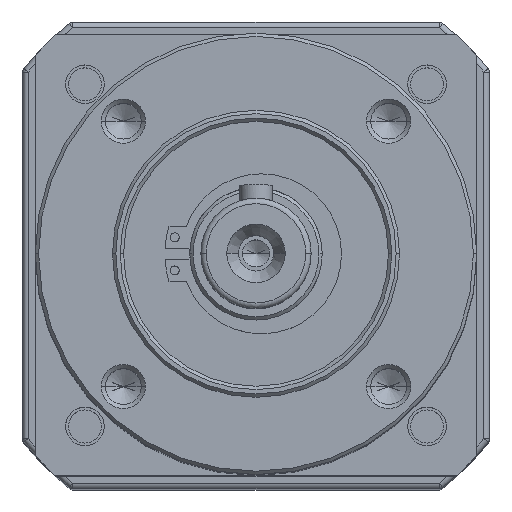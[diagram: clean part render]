
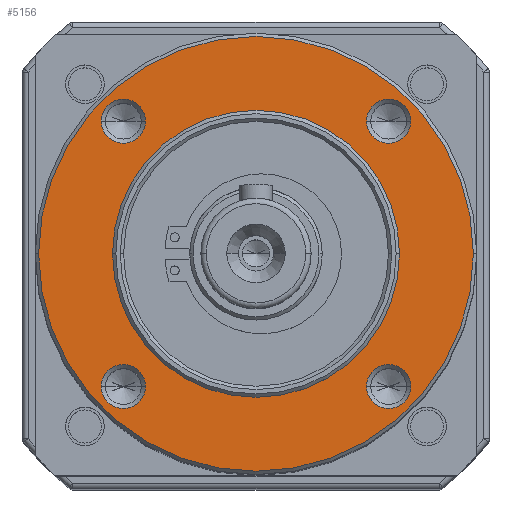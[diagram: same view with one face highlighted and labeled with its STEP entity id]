
A CAD part, top view. The second image highlights one B-rep face of the part: STEP entity #5156.
In plain terms, the highlighted planar face has unit normal (0, 0, 1).
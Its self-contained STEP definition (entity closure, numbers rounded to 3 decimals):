
#281 = CARTESIAN_POINT ( 'NONE',  ( -12.021, -12.021, 143.3 ) ) ;
#282 = DIRECTION ( 'NONE',  ( 0., 0., -1. ) ) ;
#283 = DIRECTION ( 'NONE',  ( 1., 0., 0. ) ) ;
#291 = CARTESIAN_POINT ( 'NONE',  ( -12.021, 12.021, 143.3 ) ) ;
#292 = DIRECTION ( 'NONE',  ( 0., 0., -1. ) ) ;
#293 = DIRECTION ( 'NONE',  ( 1., 0., 0. ) ) ;
#301 = CARTESIAN_POINT ( 'NONE',  ( 12.021, 12.021, 143.3 ) ) ;
#302 = DIRECTION ( 'NONE',  ( 0., 0., -1. ) ) ;
#303 = DIRECTION ( 'NONE',  ( 1., 0., 0. ) ) ;
#311 = CARTESIAN_POINT ( 'NONE',  ( 0., 0., 143.3 ) ) ;
#312 = DIRECTION ( 'NONE',  ( 0., 0., -1. ) ) ;
#313 = DIRECTION ( 'NONE',  ( -1., 0., 0. ) ) ;
#401 = CARTESIAN_POINT ( 'NONE',  ( 14.021, 12.021, 143.3 ) ) ;
#414 = CARTESIAN_POINT ( 'NONE',  ( 14.021, -12.021, 143.3 ) ) ;
#417 = CARTESIAN_POINT ( 'NONE',  ( -10.021, -12.021, 143.3 ) ) ;
#491 = CARTESIAN_POINT ( 'NONE',  ( 0., 0., 143.3 ) ) ;
#492 = DIRECTION ( 'NONE',  ( 0., 0., -1. ) ) ;
#493 = DIRECTION ( 'NONE',  ( -1., 0., 0. ) ) ;
#494 = CARTESIAN_POINT ( 'NONE',  ( 12.021, 12.021, 143.3 ) ) ;
#495 = DIRECTION ( 'NONE',  ( 0., 0., -1. ) ) ;
#496 = DIRECTION ( 'NONE',  ( 1., 0., 0. ) ) ;
#497 = CARTESIAN_POINT ( 'NONE',  ( -12.021, 12.021, 143.3 ) ) ;
#498 = DIRECTION ( 'NONE',  ( 0., 0., -1. ) ) ;
#499 = DIRECTION ( 'NONE',  ( 1., 0., 0. ) ) ;
#500 = CARTESIAN_POINT ( 'NONE',  ( -12.021, -12.021, 143.3 ) ) ;
#501 = DIRECTION ( 'NONE',  ( 0., 0., -1. ) ) ;
#502 = DIRECTION ( 'NONE',  ( 1., 0., 0. ) ) ;
#503 = CARTESIAN_POINT ( 'NONE',  ( 12.021, -12.021, 143.3 ) ) ;
#504 = DIRECTION ( 'NONE',  ( 0., 0., -1. ) ) ;
#505 = DIRECTION ( 'NONE',  ( 1., 0., 0. ) ) ;
#509 = CARTESIAN_POINT ( 'NONE',  ( 0., 0., 143.3 ) ) ;
#510 = DIRECTION ( 'NONE',  ( 0., 0., -1. ) ) ;
#511 = DIRECTION ( 'NONE',  ( -1., 0., 0. ) ) ;
#871 = CARTESIAN_POINT ( 'NONE',  ( 0., 0., 143.3 ) ) ;
#872 = DIRECTION ( 'NONE',  ( 0., 0., -1. ) ) ;
#873 = DIRECTION ( 'NONE',  ( -1., 0., 0. ) ) ;
#1464 = PLANE ( 'NONE',  #3910 ) ;
#1465 = CARTESIAN_POINT ( 'NONE',  ( -20.094, -19.7, 143.3 ) ) ;
#1466 = DIRECTION ( 'NONE',  ( 0., 0., 1. ) ) ;
#1467 = DIRECTION ( 'NONE',  ( 1., 0., 0. ) ) ;
#1607 = CARTESIAN_POINT ( 'NONE',  ( -19.7, 0., 143.3 ) ) ;
#1608 = CARTESIAN_POINT ( 'NONE',  ( -14.021, -12.021, 143.3 ) ) ;
#1615 = CARTESIAN_POINT ( 'NONE',  ( -10.021, 12.021, 143.3 ) ) ;
#1620 = CARTESIAN_POINT ( 'NONE',  ( 13., 0., 143.3 ) ) ;
#1623 = CARTESIAN_POINT ( 'NONE',  ( 19.7, 0., 143.3 ) ) ;
#1625 = CARTESIAN_POINT ( 'NONE',  ( -14.021, 12.021, 143.3 ) ) ;
#2136 = CARTESIAN_POINT ( 'NONE',  ( 10.021, -12.021, 143.3 ) ) ;
#2332 = CIRCLE ( 'NONE', #2339, 2. ) ;
#2338 = CIRCLE ( 'NONE', #2345, 2. ) ;
#2339 = AXIS2_PLACEMENT_3D ( 'NONE', #2634, #2635, #2636 ) ;
#2344 = CIRCLE ( 'NONE', #2351, 2. ) ;
#2345 = AXIS2_PLACEMENT_3D ( 'NONE', #281, #282, #283 ) ;
#2350 = CIRCLE ( 'NONE', #2357, 2. ) ;
#2351 = AXIS2_PLACEMENT_3D ( 'NONE', #291, #292, #293 ) ;
#2356 = CIRCLE ( 'NONE', #2362, 13. ) ;
#2357 = AXIS2_PLACEMENT_3D ( 'NONE', #301, #302, #303 ) ;
#2362 = AXIS2_PLACEMENT_3D ( 'NONE', #311, #312, #313 ) ;
#2634 = CARTESIAN_POINT ( 'NONE',  ( 12.021, -12.021, 143.3 ) ) ;
#2635 = DIRECTION ( 'NONE',  ( 0., 0., -1. ) ) ;
#2636 = DIRECTION ( 'NONE',  ( 1., 0., 0. ) ) ;
#2749 = AXIS2_PLACEMENT_3D ( 'NONE', #871, #872, #873 ) ;
#2968 = CIRCLE ( 'NONE', #2749, 19.7 ) ;
#2981 = CARTESIAN_POINT ( 'NONE',  ( -13., 0., 143.3 ) ) ;
#2984 = CARTESIAN_POINT ( 'NONE',  ( 10.021, 12.021, 143.3 ) ) ;
#3335 = EDGE_LOOP ( 'NONE', ( #3748, #3749 ) ) ;
#3337 = EDGE_LOOP ( 'NONE', ( #3746, #3747 ) ) ;
#3340 = EDGE_LOOP ( 'NONE', ( #3744, #3745 ) ) ;
#3341 = EDGE_LOOP ( 'NONE', ( #3742, #3743 ) ) ;
#3342 = EDGE_LOOP ( 'NONE', ( #3740, #3741 ) ) ;
#3343 = EDGE_LOOP ( 'NONE', ( #3738, #3739 ) ) ;
#3738 = ORIENTED_EDGE ( 'NONE', *, *, #5749, .T. ) ;
#3739 = ORIENTED_EDGE ( 'NONE', *, *, #5544, .T. ) ;
#3740 = ORIENTED_EDGE ( 'NONE', *, *, #5753, .T. ) ;
#3741 = ORIENTED_EDGE ( 'NONE', *, *, #5543, .T. ) ;
#3742 = ORIENTED_EDGE ( 'NONE', *, *, #5757, .T. ) ;
#3743 = ORIENTED_EDGE ( 'NONE', *, *, #5542, .T. ) ;
#3744 = ORIENTED_EDGE ( 'NONE', *, *, #5761, .T. ) ;
#3745 = ORIENTED_EDGE ( 'NONE', *, *, #5541, .T. ) ;
#3746 = ORIENTED_EDGE ( 'NONE', *, *, #5765, .T. ) ;
#3747 = ORIENTED_EDGE ( 'NONE', *, *, #5540, .T. ) ;
#3748 = ORIENTED_EDGE ( 'NONE', *, *, #5264, .F. ) ;
#3749 = ORIENTED_EDGE ( 'NONE', *, *, #5546, .F. ) ;
#3910 = AXIS2_PLACEMENT_3D ( 'NONE', #1465, #1466, #1467 ) ;
#4081 = FACE_BOUND ( 'NONE', #3343, .T. ) ;
#4082 = FACE_BOUND ( 'NONE', #3342, .T. ) ;
#4083 = FACE_BOUND ( 'NONE', #3341, .T. ) ;
#4084 = FACE_BOUND ( 'NONE', #3340, .T. ) ;
#4085 = FACE_BOUND ( 'NONE', #3337, .T. ) ;
#4086 = FACE_OUTER_BOUND ( 'NONE', #3335, .T. ) ;
#4303 = VERTEX_POINT ( 'NONE', #2984 ) ;
#4306 = VERTEX_POINT ( 'NONE', #2981 ) ;
#4628 = CIRCLE ( 'NONE', #4629, 13. ) ;
#4629 = AXIS2_PLACEMENT_3D ( 'NONE', #491, #492, #493 ) ;
#4630 = CIRCLE ( 'NONE', #4631, 2. ) ;
#4631 = AXIS2_PLACEMENT_3D ( 'NONE', #494, #495, #496 ) ;
#4632 = CIRCLE ( 'NONE', #4633, 2. ) ;
#4633 = AXIS2_PLACEMENT_3D ( 'NONE', #497, #498, #499 ) ;
#4634 = CIRCLE ( 'NONE', #4635, 2. ) ;
#4635 = AXIS2_PLACEMENT_3D ( 'NONE', #500, #501, #502 ) ;
#4636 = CIRCLE ( 'NONE', #4637, 2. ) ;
#4637 = AXIS2_PLACEMENT_3D ( 'NONE', #503, #504, #505 ) ;
#4640 = CIRCLE ( 'NONE', #4641, 19.7 ) ;
#4641 = AXIS2_PLACEMENT_3D ( 'NONE', #509, #510, #511 ) ;
#4931 = VERTEX_POINT ( 'NONE', #2136 ) ;
#4939 = VERTEX_POINT ( 'NONE', #1607 ) ;
#4940 = VERTEX_POINT ( 'NONE', #1608 ) ;
#4995 = VERTEX_POINT ( 'NONE', #1615 ) ;
#5000 = VERTEX_POINT ( 'NONE', #1620 ) ;
#5003 = VERTEX_POINT ( 'NONE', #1623 ) ;
#5005 = VERTEX_POINT ( 'NONE', #1625 ) ;
#5156 = ADVANCED_FACE ( 'NONE', ( #4081, #4082, #4083, #4084, #4085, #4086 ), #1464, .T. ) ;
#5264 = EDGE_CURVE ( 'NONE', #4939, #5003, #2968, .T. ) ;
#5540 = EDGE_CURVE ( 'NONE', #5000, #4306, #4628, .T. ) ;
#5541 = EDGE_CURVE ( 'NONE', #4303, #5887, #4630, .T. ) ;
#5542 = EDGE_CURVE ( 'NONE', #5005, #4995, #4632, .T. ) ;
#5543 = EDGE_CURVE ( 'NONE', #4940, #5950, #4634, .T. ) ;
#5544 = EDGE_CURVE ( 'NONE', #4931, #5900, #4636, .T. ) ;
#5546 = EDGE_CURVE ( 'NONE', #5003, #4939, #4640, .T. ) ;
#5749 = EDGE_CURVE ( 'NONE', #5900, #4931, #2332, .T. ) ;
#5753 = EDGE_CURVE ( 'NONE', #5950, #4940, #2338, .T. ) ;
#5757 = EDGE_CURVE ( 'NONE', #4995, #5005, #2344, .T. ) ;
#5761 = EDGE_CURVE ( 'NONE', #5887, #4303, #2350, .T. ) ;
#5765 = EDGE_CURVE ( 'NONE', #4306, #5000, #2356, .T. ) ;
#5887 = VERTEX_POINT ( 'NONE', #401 ) ;
#5900 = VERTEX_POINT ( 'NONE', #414 ) ;
#5950 = VERTEX_POINT ( 'NONE', #417 ) ;
